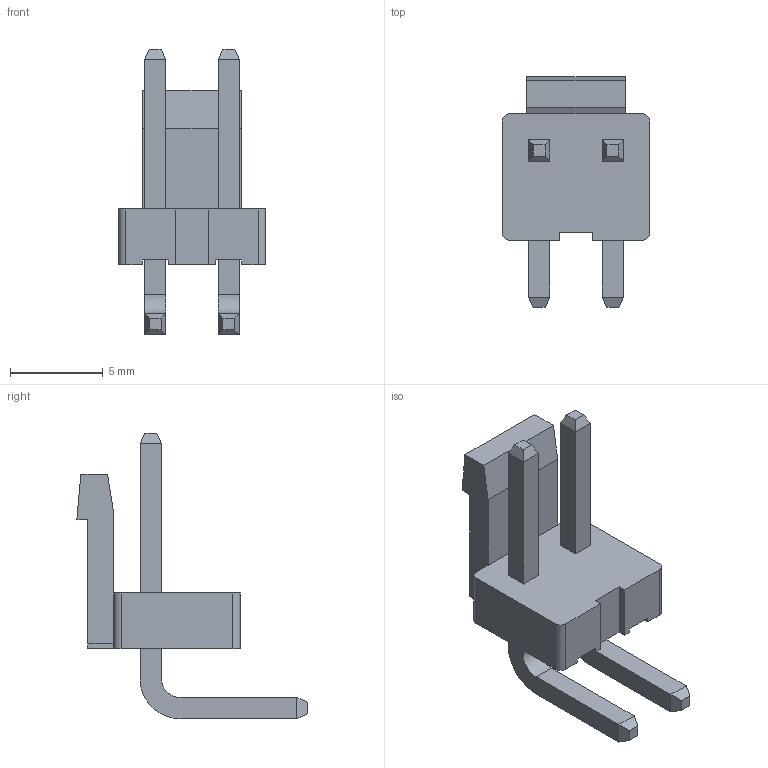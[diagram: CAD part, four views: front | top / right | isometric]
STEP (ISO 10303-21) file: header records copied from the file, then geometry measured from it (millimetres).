
FILE_DESCRIPTION (( 'STEP AP214' ), '1' );
FILE_NAME ('647676-2.STEP', '2020-04-28T03:11:48', ( '' ), ( '' ), 'SwSTEP 2.0', 'SolidWorks 2017', '' );
FILE_SCHEMA (( 'AUTOMOTIVE_DESIGN' ));
Length unit declared in the file: millimetre
Products named in the file (1): 647676-2
Bounding box: 7.92 x 12.4 x 15.37 mm (x, y, z)
Volume: 278.5 mm3; surface area: 541.9 mm2
Topology: 3 solids, 3 shells, 75 faces, 189 edges, 120 vertices
Faces by surface type: plane 67, cylinder 8
Entity records: 2255 total; most frequent: CARTESIAN_POINT 385, ORIENTED_EDGE 378, DIRECTION 357, EDGE_CURVE 189, VECTOR 173, LINE 173, VERTEX_POINT 120, AXIS2_PLACEMENT_3D 92
